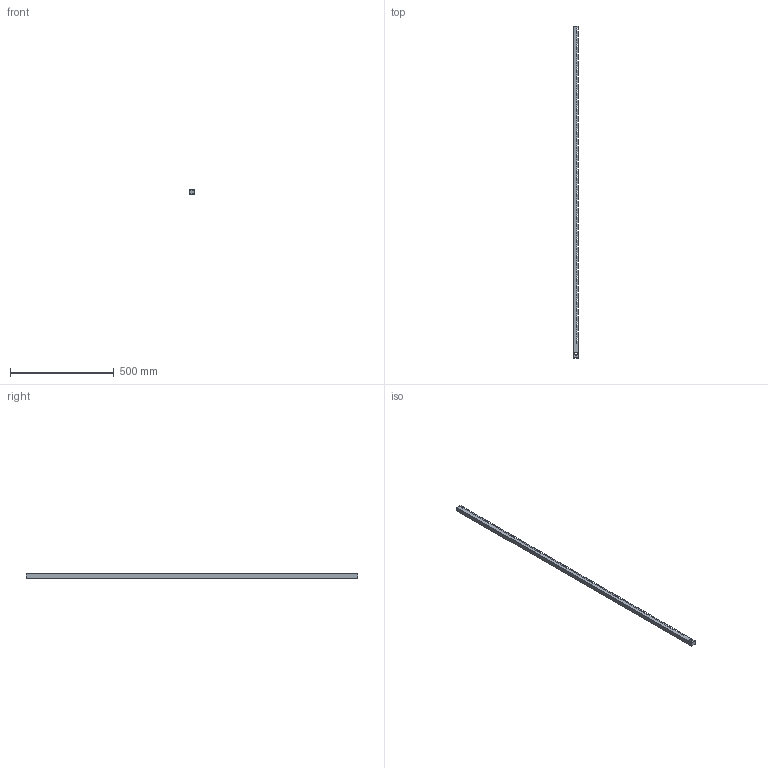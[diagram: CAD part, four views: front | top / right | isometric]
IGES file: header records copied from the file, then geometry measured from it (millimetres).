
Global section: file name: 51153_0697_14; native system: Autodesk Inventor 2022; preprocessor: unknown; author: Nesvadba; date: 20240222.125520; units: millimetre
Bounding box: 25 x 1600 x 20 mm (x, y, z)
Volume: 680092.1 mm3; surface area: 163605.9 mm2
Topology: 1 solids, 1 shells, 567 faces, 1693 edges, 1128 vertices
Faces by surface type: bspline 567
